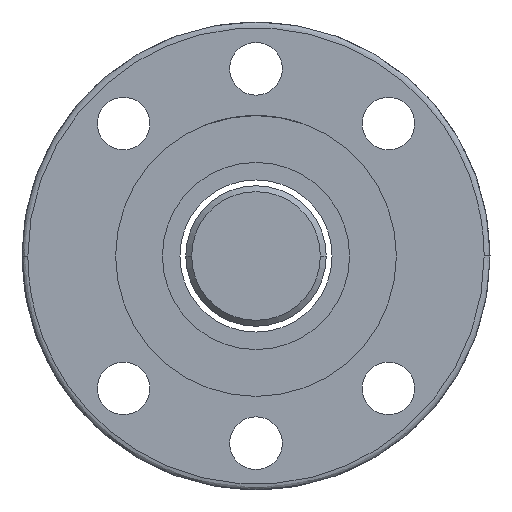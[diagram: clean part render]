
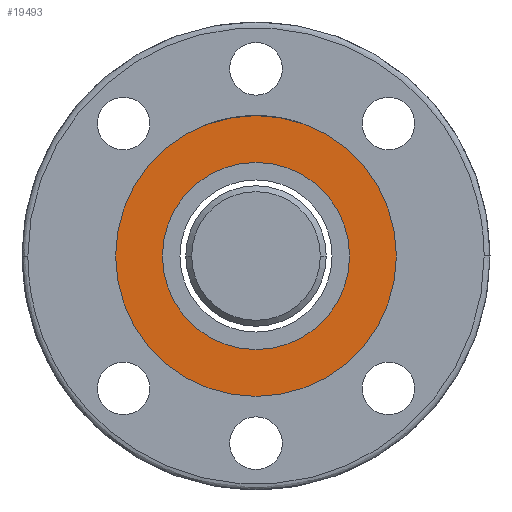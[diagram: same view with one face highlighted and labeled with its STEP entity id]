
A CAD part, left-side view. The second image highlights one B-rep face of the part: STEP entity #19493.
In plain terms, the highlighted planar face has unit normal (-1, 0, 0).
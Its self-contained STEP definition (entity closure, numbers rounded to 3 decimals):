
#459 = CIRCLE ( 'NONE', #1736, 8. ) ;
#592 = DIRECTION ( 'NONE',  ( 0., 1., 0. ) ) ;
#1602 = VERTEX_POINT ( 'NONE', #18669 ) ;
#1736 = AXIS2_PLACEMENT_3D ( 'NONE', #5335, #5264, #592 ) ;
#2360 = CIRCLE ( 'NONE', #17627, 12. ) ;
#2611 = CARTESIAN_POINT ( 'NONE',  ( -55., -8., 0. ) ) ;
#2643 = FACE_BOUND ( 'NONE', #19142, .T. ) ;
#4632 = CARTESIAN_POINT ( 'NONE',  ( -55., 10., 0. ) ) ;
#5264 = DIRECTION ( 'NONE',  ( -1., 0., 0. ) ) ;
#5335 = CARTESIAN_POINT ( 'NONE',  ( -55., 0., 0. ) ) ;
#6111 = DIRECTION ( 'NONE',  ( 0., 1., 0. ) ) ;
#6306 = VERTEX_POINT ( 'NONE', #2611 ) ;
#7078 = EDGE_CURVE ( 'NONE', #6306, #1602, #15084, .T. ) ;
#7825 = DIRECTION ( 'NONE',  ( 1., 0., 0. ) ) ;
#7880 = DIRECTION ( 'NONE',  ( -1., 0., 0. ) ) ;
#8176 = EDGE_CURVE ( 'NONE', #8461, #13993, #16927, .T. ) ;
#8330 = AXIS2_PLACEMENT_3D ( 'NONE', #15497, #7825, #9389 ) ;
#8461 = VERTEX_POINT ( 'NONE', #18159 ) ;
#9150 = DIRECTION ( 'NONE',  ( 1., 0., 0. ) ) ;
#9389 = DIRECTION ( 'NONE',  ( 0., 1., 0. ) ) ;
#9831 = EDGE_CURVE ( 'NONE', #13993, #8461, #2360, .T. ) ;
#9884 = AXIS2_PLACEMENT_3D ( 'NONE', #4632, #12231, #6111 ) ;
#10638 = ORIENTED_EDGE ( 'NONE', *, *, #8176, .F. ) ;
#10801 = DIRECTION ( 'NONE',  ( 0., 1., 0. ) ) ;
#10822 = CARTESIAN_POINT ( 'NONE',  ( -55., 12., 0. ) ) ;
#12035 = CARTESIAN_POINT ( 'NONE',  ( -55., 0., 0. ) ) ;
#12231 = DIRECTION ( 'NONE',  ( 1., 0., 0. ) ) ;
#13993 = VERTEX_POINT ( 'NONE', #10822 ) ;
#14031 = CARTESIAN_POINT ( 'NONE',  ( -55., 0., 0. ) ) ;
#15084 = CIRCLE ( 'NONE', #18219, 8. ) ;
#15206 = ORIENTED_EDGE ( 'NONE', *, *, #18807, .F. ) ;
#15256 = PLANE ( 'NONE',  #9884 ) ;
#15497 = CARTESIAN_POINT ( 'NONE',  ( -55., 0., 0. ) ) ;
#16441 = ORIENTED_EDGE ( 'NONE', *, *, #7078, .F. ) ;
#16927 = CIRCLE ( 'NONE', #8330, 12. ) ;
#17202 = EDGE_LOOP ( 'NONE', ( #17480, #10638 ) ) ;
#17480 = ORIENTED_EDGE ( 'NONE', *, *, #9831, .F. ) ;
#17627 = AXIS2_PLACEMENT_3D ( 'NONE', #12035, #9150, #18210 ) ;
#18159 = CARTESIAN_POINT ( 'NONE',  ( -55., -12., 0. ) ) ;
#18210 = DIRECTION ( 'NONE',  ( 0., 1., 0. ) ) ;
#18219 = AXIS2_PLACEMENT_3D ( 'NONE', #14031, #7880, #10801 ) ;
#18669 = CARTESIAN_POINT ( 'NONE',  ( -55., 8., 0. ) ) ;
#18754 = FACE_OUTER_BOUND ( 'NONE', #17202, .T. ) ;
#18807 = EDGE_CURVE ( 'NONE', #1602, #6306, #459, .T. ) ;
#19142 = EDGE_LOOP ( 'NONE', ( #15206, #16441 ) ) ;
#19493 = ADVANCED_FACE ( 'NONE', ( #2643, #18754 ), #15256, .F. ) ;
